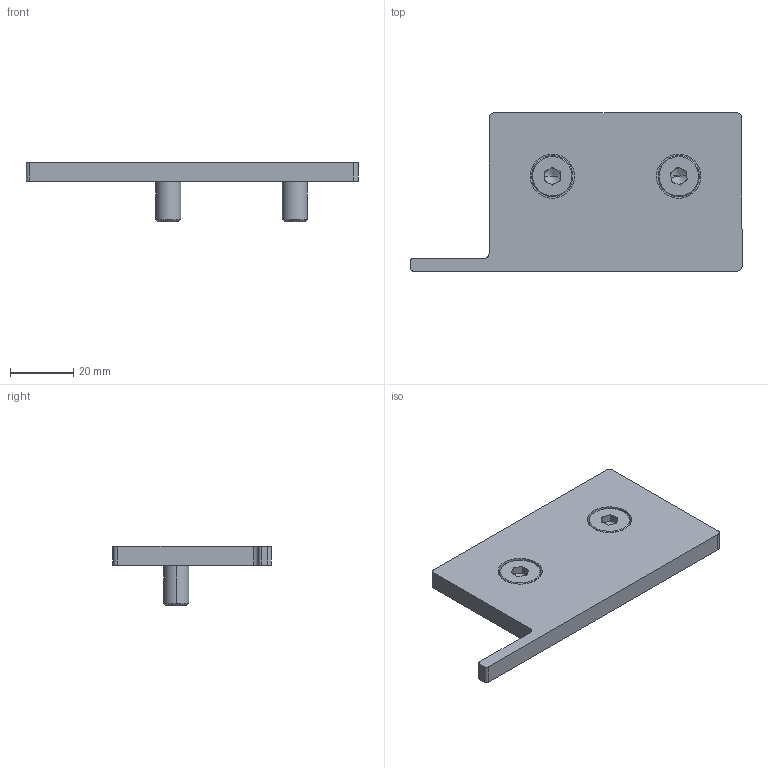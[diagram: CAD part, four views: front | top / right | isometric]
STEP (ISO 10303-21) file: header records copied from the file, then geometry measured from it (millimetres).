
FILE_DESCRIPTION (( 'STEP AP214' ), '1' );
FILE_NAME ('50x80 Single Flange End Cap LH Kit-Black(40AEC-1401-009-01).STEP', '2023-09-14T20:52:25', ( '' ), ( '' ), 'SwSTEP 2.0', 'SolidWorks 2020', '' );
FILE_SCHEMA (( 'AUTOMOTIVE_DESIGN' ));
Length unit declared in the file: millimetre
Products named in the file (1): 50x80 Single Flange End Cap LH Kit-Black(40AEC-1401-009-01)
Bounding box: 105 x 50 x 18.8 mm (x, y, z)
Volume: 25507.4 mm3; surface area: 11819.5 mm2
Topology: 3 solids, 3 shells, 78 faces, 176 edges, 106 vertices
Faces by surface type: plane 40, cylinder 22, cone 12, torus 4
Entity records: 3058 total; most frequent: DIRECTION 402, CARTESIAN_POINT 357, ORIENTED_EDGE 344, EDGE_CURVE 172, AXIS2_PLACEMENT_3D 151, VERTEX_POINT 106, LINE 100, VECTOR 100
